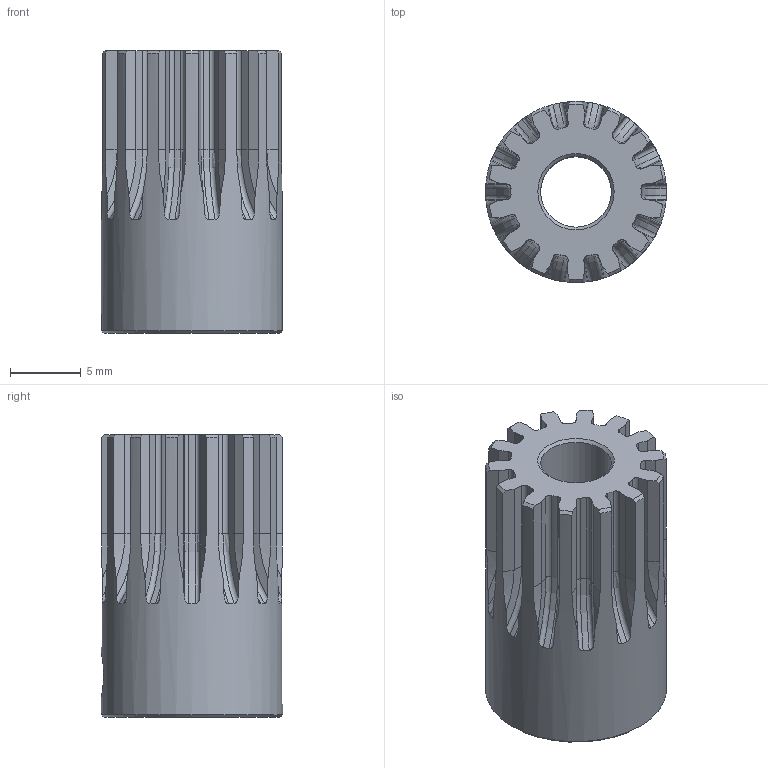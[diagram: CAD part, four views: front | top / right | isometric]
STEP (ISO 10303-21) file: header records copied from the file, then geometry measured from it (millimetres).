
FILE_DESCRIPTION( ( 'STEP AP203' ), '1' );
FILE_NAME( 'GEABP0_8-14-7-K-5_2_03.stp', ' ', ( ' ' ), ( ' ' ), 'PSStep 15.0.47', 'PARTsolutions', ' ' );
FILE_SCHEMA( ( 'CONFIG_CONTROL_DESIGN' ) );
Length unit declared in the file: millimetre
Products named in the file (3): GEABP0.8-14-7-K-5; _GEABP0.8-14-7-K-5_b; _SET-SCREW3-3
Assembly tree (2 placements, depth 2):
  GEABP0.8-14-7-K-5
    _GEABP0.8-14-7-K-5_b
    _SET-SCREW3-3
Bounding box: 12.8 x 12.8 x 20 mm (x, y, z)
Volume: 1836.7 mm3; surface area: 1723.6 mm2
Topology: 2 solids, 2 shells, 237 faces, 604 edges, 371 vertices
Faces by surface type: cone 77, plane 72, cylinder 46, torus 42
Full cylindrical faces by diameter (mm): 2.459 x1, 3 x1, 5 x1, 12.8 x1
Entity records: 7436 total; most frequent: CARTESIAN_POINT 1769, ORIENTED_EDGE 1178, DIRECTION 1154, EDGE_CURVE 589, AXIS2_PLACEMENT_3D 453, VERTEX_POINT 368, EDGE_LOOP 252, LINE 248
